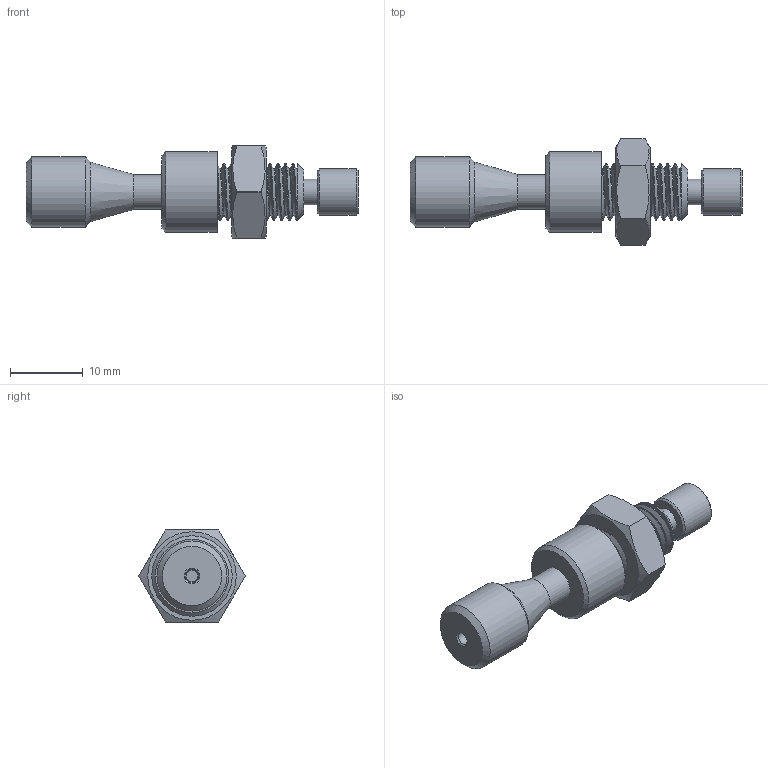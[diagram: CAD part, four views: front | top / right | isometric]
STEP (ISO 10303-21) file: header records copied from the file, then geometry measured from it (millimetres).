
FILE_DESCRIPTION((''),'2;1');
FILE_NAME('305259-ZBRU1.5LFPK Bulkhead internal reducing union.stp','2013-08-21T10:00:10',('Franzp'),(''),'Autodesk Inventor 2013','Autodesk Inventor 2013','');
FILE_SCHEMA(('AUTOMOTIVE_DESIGN { 1 0 10303 214 1 1 1 1 }'));
Length unit declared in the file: millimetre
Products named in the file (3): 3152a59; 315259; 310567
Assembly tree (2 placements, depth 2):
  3152a59
    315259
    310567
Bounding box: 45.75 x 14.66 x 12.7 mm (x, y, z)
Volume: 469.3 mm3; surface area: 2785.4 mm2
Topology: 1 solids, 7 shells, 53 faces, 124 edges, 78 vertices
Faces by surface type: plane 17, cylinder 16, cone 14, bspline 6
Full cylindrical faces by diameter (mm): 0.94 x1, 1.77 x1, 3.505 x1, 4.826 x1, 6.35 x1, 6.368 x2, 6.782 x1, 9.652 x1, 11.1 x1
Entity records: 5497 total; most frequent: CARTESIAN_POINT 4318, DIRECTION 220, ORIENTED_EDGE 173, AXIS2_PLACEMENT_3D 104, EDGE_CURVE 95, EDGE_LOOP 87, VERTEX_POINT 73, FACE_OUTER_BOUND 53
